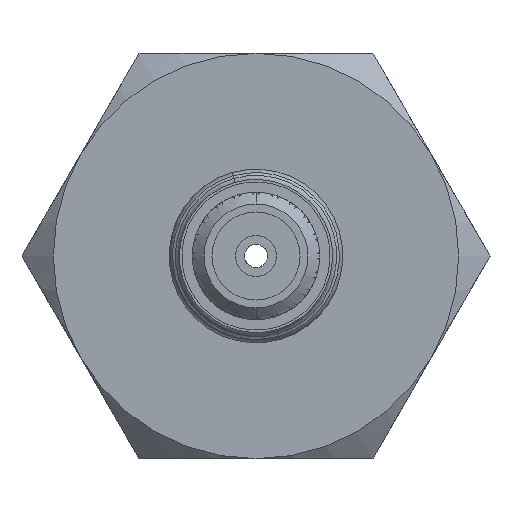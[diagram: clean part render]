
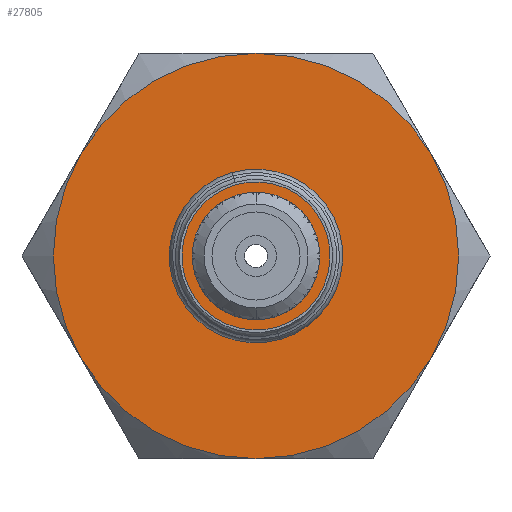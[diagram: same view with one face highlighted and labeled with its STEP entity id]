
A CAD part, left-side view. The second image highlights one B-rep face of the part: STEP entity #27805.
In plain terms, the highlighted planar face has unit normal (-1, 0, 0).
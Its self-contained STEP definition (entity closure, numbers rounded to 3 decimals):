
#401 = AXIS2_PLACEMENT_3D ( 'NONE', #13707, #4123, #11254 ) ;
#1005 = CARTESIAN_POINT ( 'NONE',  ( 0., 0., -8.75 ) ) ;
#1326 = AXIS2_PLACEMENT_3D ( 'NONE', #10896, #11047, #15352 ) ;
#1584 = EDGE_CURVE ( 'NONE', #28405, #27833, #29764, .T. ) ;
#2259 = CARTESIAN_POINT ( 'NONE',  ( 0., -7.578, -4.375 ) ) ;
#3111 = CARTESIAN_POINT ( 'NONE',  ( 0., 0., 8.75 ) ) ;
#3258 = CARTESIAN_POINT ( 'NONE',  ( 0., 0., 0. ) ) ;
#3609 = AXIS2_PLACEMENT_3D ( 'NONE', #22846, #11558, #11126 ) ;
#4123 = DIRECTION ( 'NONE',  ( -1., 0., 0. ) ) ;
#4244 = DIRECTION ( 'NONE',  ( 1., 0., 0. ) ) ;
#6803 = ORIENTED_EDGE ( 'NONE', *, *, #24932, .T. ) ;
#7242 = AXIS2_PLACEMENT_3D ( 'NONE', #24459, #12448, #29267 ) ;
#8454 = PLANE ( 'NONE',  #29951 ) ;
#8457 = VERTEX_POINT ( 'NONE', #29035 ) ;
#8900 = CARTESIAN_POINT ( 'NONE',  ( 0., 7.578, 4.375 ) ) ;
#9612 = CIRCLE ( 'NONE', #25866, 8.75 ) ;
#9653 = EDGE_CURVE ( 'NONE', #20389, #27511, #14592, .T. ) ;
#9723 = CIRCLE ( 'NONE', #7242, 8.75 ) ;
#10067 = EDGE_CURVE ( 'NONE', #8457, #22047, #13658, .T. ) ;
#10200 = CARTESIAN_POINT ( 'NONE',  ( 0., 0., 2.75 ) ) ;
#10425 = EDGE_CURVE ( 'NONE', #20036, #28405, #9723, .T. ) ;
#10896 = CARTESIAN_POINT ( 'NONE',  ( 0., 0., 0. ) ) ;
#11047 = DIRECTION ( 'NONE',  ( -1., 0., 0. ) ) ;
#11126 = DIRECTION ( 'NONE',  ( 0., 0., 1. ) ) ;
#11254 = DIRECTION ( 'NONE',  ( 0., 0., 1. ) ) ;
#11452 = ORIENTED_EDGE ( 'NONE', *, *, #13166, .F. ) ;
#11558 = DIRECTION ( 'NONE',  ( -1., 0., 0. ) ) ;
#11670 = DIRECTION ( 'NONE',  ( -1., 0., 0. ) ) ;
#12058 = DIRECTION ( 'NONE',  ( -1., 0., 0. ) ) ;
#12448 = DIRECTION ( 'NONE',  ( -1., 0., 0. ) ) ;
#12522 = DIRECTION ( 'NONE',  ( 0., 0., 1. ) ) ;
#12666 = AXIS2_PLACEMENT_3D ( 'NONE', #28990, #22193, #12785 ) ;
#12785 = DIRECTION ( 'NONE',  ( 0., 0., 1. ) ) ;
#13166 = EDGE_CURVE ( 'NONE', #27511, #20389, #17965, .T. ) ;
#13224 = FACE_BOUND ( 'NONE', #26178, .T. ) ;
#13658 = CIRCLE ( 'NONE', #12666, 8.75 ) ;
#13707 = CARTESIAN_POINT ( 'NONE',  ( 0., 0., 0. ) ) ;
#13921 = EDGE_CURVE ( 'NONE', #27833, #8457, #24900, .T. ) ;
#14553 = ORIENTED_EDGE ( 'NONE', *, *, #19649, .T. ) ;
#14592 = CIRCLE ( 'NONE', #1326, 2.75 ) ;
#15352 = DIRECTION ( 'NONE',  ( 0., 0., -1. ) ) ;
#16574 = ORIENTED_EDGE ( 'NONE', *, *, #10067, .T. ) ;
#17269 = ORIENTED_EDGE ( 'NONE', *, *, #9653, .F. ) ;
#17491 = AXIS2_PLACEMENT_3D ( 'NONE', #3258, #12058, #12522 ) ;
#17827 = CARTESIAN_POINT ( 'NONE',  ( 0., 0., 0. ) ) ;
#17965 = CIRCLE ( 'NONE', #22420, 2.75 ) ;
#19649 = EDGE_CURVE ( 'NONE', #20528, #20036, #24512, .T. ) ;
#19947 = EDGE_LOOP ( 'NONE', ( #21598, #20275, #27224, #16574, #6803, #14553 ) ) ;
#20036 = VERTEX_POINT ( 'NONE', #21194 ) ;
#20275 = ORIENTED_EDGE ( 'NONE', *, *, #1584, .T. ) ;
#20389 = VERTEX_POINT ( 'NONE', #26345 ) ;
#20528 = VERTEX_POINT ( 'NONE', #8900 ) ;
#20897 = DIRECTION ( 'NONE',  ( 0., 0., -1. ) ) ;
#21194 = CARTESIAN_POINT ( 'NONE',  ( 0., 7.578, -4.375 ) ) ;
#21204 = DIRECTION ( 'NONE',  ( -1., 0., 0. ) ) ;
#21598 = ORIENTED_EDGE ( 'NONE', *, *, #10425, .T. ) ;
#22047 = VERTEX_POINT ( 'NONE', #3111 ) ;
#22193 = DIRECTION ( 'NONE',  ( -1., 0., 0. ) ) ;
#22420 = AXIS2_PLACEMENT_3D ( 'NONE', #27897, #11670, #25729 ) ;
#22846 = CARTESIAN_POINT ( 'NONE',  ( 0., 0., 0. ) ) ;
#23699 = DIRECTION ( 'NONE',  ( 0., 0., 1. ) ) ;
#23840 = CARTESIAN_POINT ( 'NONE',  ( 0., 0., 0. ) ) ;
#24459 = CARTESIAN_POINT ( 'NONE',  ( 0., 0., 0. ) ) ;
#24512 = CIRCLE ( 'NONE', #401, 8.75 ) ;
#24900 = CIRCLE ( 'NONE', #17491, 8.75 ) ;
#24932 = EDGE_CURVE ( 'NONE', #22047, #20528, #9612, .T. ) ;
#25729 = DIRECTION ( 'NONE',  ( 0., 0., -1. ) ) ;
#25866 = AXIS2_PLACEMENT_3D ( 'NONE', #23840, #21204, #23699 ) ;
#26178 = EDGE_LOOP ( 'NONE', ( #17269, #11452 ) ) ;
#26345 = CARTESIAN_POINT ( 'NONE',  ( 0., 0., -2.75 ) ) ;
#27224 = ORIENTED_EDGE ( 'NONE', *, *, #13921, .T. ) ;
#27511 = VERTEX_POINT ( 'NONE', #10200 ) ;
#27805 = ADVANCED_FACE ( 'NONE', ( #13224, #29597 ), #8454, .F. ) ;
#27833 = VERTEX_POINT ( 'NONE', #2259 ) ;
#27897 = CARTESIAN_POINT ( 'NONE',  ( 0., 0., 0. ) ) ;
#28405 = VERTEX_POINT ( 'NONE', #1005 ) ;
#28990 = CARTESIAN_POINT ( 'NONE',  ( 0., 0., 0. ) ) ;
#29035 = CARTESIAN_POINT ( 'NONE',  ( 0., -7.578, 4.375 ) ) ;
#29267 = DIRECTION ( 'NONE',  ( 0., 0., 1. ) ) ;
#29597 = FACE_OUTER_BOUND ( 'NONE', #19947, .T. ) ;
#29764 = CIRCLE ( 'NONE', #3609, 8.75 ) ;
#29951 = AXIS2_PLACEMENT_3D ( 'NONE', #17827, #4244, #20897 ) ;
